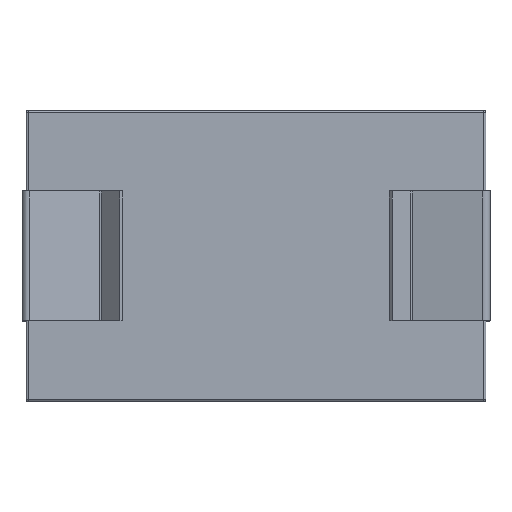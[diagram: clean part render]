
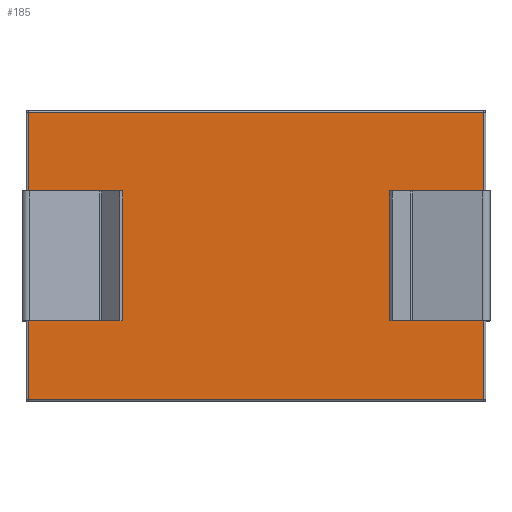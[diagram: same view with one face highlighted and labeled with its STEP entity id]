
A CAD part, top view. The second image highlights one B-rep face of the part: STEP entity #185.
In plain terms, the highlighted face is planar.
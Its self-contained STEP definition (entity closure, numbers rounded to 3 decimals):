
#185 = ADVANCED_FACE( '', ( #285 ), #286, .F. );
#285 = FACE_OUTER_BOUND( '', #383, .T. );
#286 = PLANE( '', #384 );
#383 = EDGE_LOOP( '', ( #550, #551, #552, #553 ) );
#384 = AXIS2_PLACEMENT_3D( '', #554, #555, #556 );
#550 = ORIENTED_EDGE( '', *, *, #843, .T. );
#551 = ORIENTED_EDGE( '', *, *, #849, .T. );
#552 = ORIENTED_EDGE( '', *, *, #850, .T. );
#553 = ORIENTED_EDGE( '', *, *, #851, .T. );
#554 = CARTESIAN_POINT( '', ( -22.5, -14.25, 0. ) );
#555 = DIRECTION( '', ( 0., 0., 1. ) );
#556 = DIRECTION( '', ( 1., 0., 0. ) );
#843 = EDGE_CURVE( '', #967, #971, #973, .F. );
#849 = EDGE_CURVE( '', #971, #978, #980, .F. );
#850 = EDGE_CURVE( '', #978, #981, #982, .F. );
#851 = EDGE_CURVE( '', #981, #967, #983, .F. );
#967 = VERTEX_POINT( '', #1141 );
#971 = VERTEX_POINT( '', #1146 );
#973 = LINE( '', #1148, #1149 );
#978 = VERTEX_POINT( '', #1155 );
#980 = LINE( '', #1157, #1158 );
#981 = VERTEX_POINT( '', #1159 );
#982 = LINE( '', #1160, #1161 );
#983 = LINE( '', #1162, #1163 );
#1141 = CARTESIAN_POINT( '', ( -22.3, -14.05, 0. ) );
#1146 = CARTESIAN_POINT( '', ( -22.3, 14.05, 0. ) );
#1148 = CARTESIAN_POINT( '', ( -22.3, -14.25, 0. ) );
#1149 = VECTOR( '', #1345, 1000. );
#1155 = CARTESIAN_POINT( '', ( 22.3, 14.05, 0. ) );
#1157 = CARTESIAN_POINT( '', ( -22.5, 14.05, 0. ) );
#1158 = VECTOR( '', #1359, 1000. );
#1159 = CARTESIAN_POINT( '', ( 22.3, -14.05, 0. ) );
#1160 = CARTESIAN_POINT( '', ( 22.3, -14.25, 0. ) );
#1161 = VECTOR( '', #1360, 1000. );
#1162 = CARTESIAN_POINT( '', ( -22.5, -14.05, 0. ) );
#1163 = VECTOR( '', #1361, 1000. );
#1345 = DIRECTION( '', ( 0., -1., 0. ) );
#1359 = DIRECTION( '', ( -1., 0., 0. ) );
#1360 = DIRECTION( '', ( 0., 1., 0. ) );
#1361 = DIRECTION( '', ( 1., 0., 0. ) );
